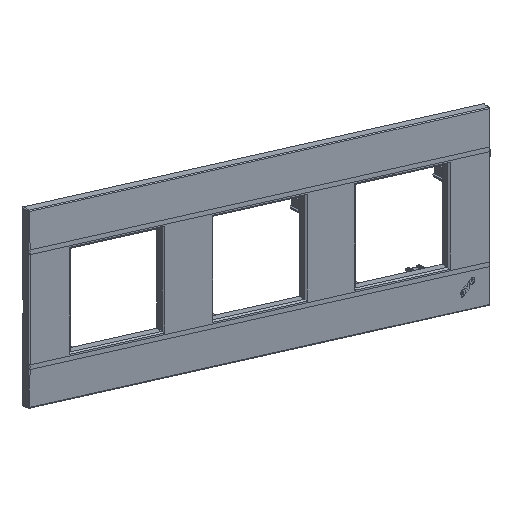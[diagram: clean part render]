
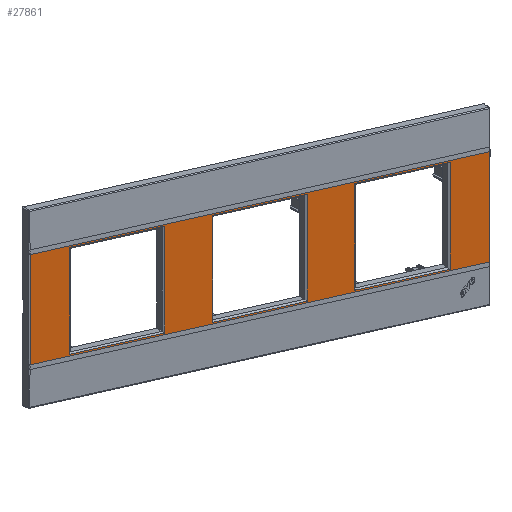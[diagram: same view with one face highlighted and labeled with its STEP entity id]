
A CAD part, top view. The second image highlights one B-rep face of the part: STEP entity #27861.
In plain terms, the highlighted face is planar.
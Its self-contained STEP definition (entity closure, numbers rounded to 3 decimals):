
#2068=CARTESIAN_POINT('Line Origine',(57.14,24.353,5.)) ;
#2072=CARTESIAN_POINT('Vertex',(114.263,24.353,5.)) ;
#2074=CARTESIAN_POINT('Vertex',(-114.263,24.353,5.)) ;
#2108=CARTESIAN_POINT('Line Origine',(114.263,22.,5.)) ;
#2112=CARTESIAN_POINT('Vertex',(114.263,-24.353,5.)) ;
#3315=CARTESIAN_POINT('Line Origine',(57.14,-24.353,5.)) ;
#3319=CARTESIAN_POINT('Vertex',(-114.263,-24.353,5.)) ;
#5017=CARTESIAN_POINT('Line Origine',(-114.263,22.,5.)) ;
#27460=CARTESIAN_POINT('Vertex',(-94.64,23.64,5.)) ;
#27463=CARTESIAN_POINT('Line Origine',(-94.64,0.,5.)) ;
#27467=CARTESIAN_POINT('Vertex',(-94.64,-23.64,5.)) ;
#27486=CARTESIAN_POINT('Line Origine',(0.,-23.64,5.)) ;
#27490=CARTESIAN_POINT('Vertex',(-47.36,-23.64,5.)) ;
#27512=CARTESIAN_POINT('Vertex',(-47.36,23.64,5.)) ;
#27515=CARTESIAN_POINT('Line Origine',(-47.36,0.,5.)) ;
#27532=CARTESIAN_POINT('Line Origine',(0.,23.64,5.)) ;
#27636=CARTESIAN_POINT('Vertex',(23.64,23.64,5.)) ;
#27642=CARTESIAN_POINT('Vertex',(23.64,-23.64,5.)) ;
#27645=CARTESIAN_POINT('Line Origine',(23.64,0.,5.)) ;
#27665=CARTESIAN_POINT('Vertex',(-23.64,23.64,5.)) ;
#27668=CARTESIAN_POINT('Line Origine',(0.,23.64,5.)) ;
#27685=CARTESIAN_POINT('Line Origine',(-23.64,0.,5.)) ;
#27689=CARTESIAN_POINT('Vertex',(-23.64,-23.64,5.)) ;
#27708=CARTESIAN_POINT('Line Origine',(0.,-23.64,5.)) ;
#27804=CARTESIAN_POINT('Axis2P3D Location',(0.,0.,5.)) ;
#27815=CARTESIAN_POINT('Line Origine',(94.64,0.,5.)) ;
#27819=CARTESIAN_POINT('Vertex',(94.64,-23.64,5.)) ;
#27821=CARTESIAN_POINT('Vertex',(94.64,23.64,5.)) ;
#27824=CARTESIAN_POINT('Line Origine',(71.,-23.64,5.)) ;
#27828=CARTESIAN_POINT('Vertex',(47.36,-23.64,5.)) ;
#27831=CARTESIAN_POINT('Line Origine',(47.36,0.,5.)) ;
#27835=CARTESIAN_POINT('Vertex',(47.36,23.64,5.)) ;
#27838=CARTESIAN_POINT('Line Origine',(71.,23.64,5.)) ;
#2069=DIRECTION('Vector Direction',(1.,0.,0.)) ;
#2109=DIRECTION('Vector Direction',(0.,-1.,0.)) ;
#3316=DIRECTION('Vector Direction',(-1.,0.,0.)) ;
#5018=DIRECTION('Vector Direction',(0.,1.,0.)) ;
#27464=DIRECTION('Vector Direction',(0.,-1.,0.)) ;
#27487=DIRECTION('Vector Direction',(1.,0.,0.)) ;
#27516=DIRECTION('Vector Direction',(0.,-1.,0.)) ;
#27533=DIRECTION('Vector Direction',(1.,0.,0.)) ;
#27646=DIRECTION('Vector Direction',(0.,-1.,0.)) ;
#27669=DIRECTION('Vector Direction',(1.,0.,0.)) ;
#27686=DIRECTION('Vector Direction',(0.,-1.,0.)) ;
#27709=DIRECTION('Vector Direction',(1.,0.,0.)) ;
#27805=DIRECTION('Axis2P3D Direction',(0.,0.,1.)) ;
#27806=DIRECTION('Axis2P3D XDirection',(1.,0.,0.)) ;
#27816=DIRECTION('Vector Direction',(0.,-1.,0.)) ;
#27825=DIRECTION('Vector Direction',(1.,0.,0.)) ;
#27832=DIRECTION('Vector Direction',(0.,-1.,0.)) ;
#27839=DIRECTION('Vector Direction',(1.,0.,0.)) ;
#27807=AXIS2_PLACEMENT_3D('Plane Axis2P3D',#27804,#27805,#27806) ;
#27810=ORIENTED_EDGE('',*,*,#3321,.F.) ;
#27811=ORIENTED_EDGE('',*,*,#2114,.F.) ;
#27812=ORIENTED_EDGE('',*,*,#2076,.T.) ;
#27813=ORIENTED_EDGE('',*,*,#5021,.T.) ;
#27844=ORIENTED_EDGE('',*,*,#27823,.F.) ;
#27845=ORIENTED_EDGE('',*,*,#27830,.F.) ;
#27846=ORIENTED_EDGE('',*,*,#27837,.F.) ;
#27847=ORIENTED_EDGE('',*,*,#27842,.F.) ;
#27850=ORIENTED_EDGE('',*,*,#27649,.F.) ;
#27851=ORIENTED_EDGE('',*,*,#27712,.F.) ;
#27852=ORIENTED_EDGE('',*,*,#27691,.F.) ;
#27853=ORIENTED_EDGE('',*,*,#27672,.F.) ;
#27856=ORIENTED_EDGE('',*,*,#27469,.F.) ;
#27857=ORIENTED_EDGE('',*,*,#27536,.F.) ;
#27858=ORIENTED_EDGE('',*,*,#27519,.F.) ;
#27859=ORIENTED_EDGE('',*,*,#27492,.F.) ;
#27848=FACE_BOUND('',#27843,.T.) ;
#27854=FACE_BOUND('',#27849,.T.) ;
#27860=FACE_BOUND('',#27855,.T.) ;
#2070=VECTOR('Line Direction',#2069,1.) ;
#2110=VECTOR('Line Direction',#2109,1.) ;
#3317=VECTOR('Line Direction',#3316,1.) ;
#5019=VECTOR('Line Direction',#5018,1.) ;
#27465=VECTOR('Line Direction',#27464,1.) ;
#27488=VECTOR('Line Direction',#27487,1.) ;
#27517=VECTOR('Line Direction',#27516,1.) ;
#27534=VECTOR('Line Direction',#27533,1.) ;
#27647=VECTOR('Line Direction',#27646,1.) ;
#27670=VECTOR('Line Direction',#27669,1.) ;
#27687=VECTOR('Line Direction',#27686,1.) ;
#27710=VECTOR('Line Direction',#27709,1.) ;
#27817=VECTOR('Line Direction',#27816,1.) ;
#27826=VECTOR('Line Direction',#27825,1.) ;
#27833=VECTOR('Line Direction',#27832,1.) ;
#27840=VECTOR('Line Direction',#27839,1.) ;
#27861=ADVANCED_FACE('PartBody',(#27814,#27848,#27854,#27860),#27808,.T.) ;
#2076=EDGE_CURVE('',#2073,#2075,#2071,.F.) ;
#2114=EDGE_CURVE('',#2073,#2113,#2111,.T.) ;
#3321=EDGE_CURVE('',#2113,#3320,#3318,.T.) ;
#5021=EDGE_CURVE('',#2075,#3320,#5020,.F.) ;
#27469=EDGE_CURVE('',#27461,#27468,#27466,.T.) ;
#27492=EDGE_CURVE('',#27468,#27491,#27489,.T.) ;
#27519=EDGE_CURVE('',#27491,#27513,#27518,.F.) ;
#27536=EDGE_CURVE('',#27513,#27461,#27535,.F.) ;
#27649=EDGE_CURVE('',#27643,#27637,#27648,.F.) ;
#27672=EDGE_CURVE('',#27637,#27666,#27671,.F.) ;
#27691=EDGE_CURVE('',#27666,#27690,#27688,.T.) ;
#27712=EDGE_CURVE('',#27690,#27643,#27711,.T.) ;
#27823=EDGE_CURVE('',#27820,#27822,#27818,.F.) ;
#27830=EDGE_CURVE('',#27829,#27820,#27827,.T.) ;
#27837=EDGE_CURVE('',#27836,#27829,#27834,.T.) ;
#27842=EDGE_CURVE('',#27822,#27836,#27841,.F.) ;
#27809=EDGE_LOOP('',(#27810,#27811,#27812,#27813)) ;
#27843=EDGE_LOOP('',(#27844,#27845,#27846,#27847)) ;
#27849=EDGE_LOOP('',(#27850,#27851,#27852,#27853)) ;
#27855=EDGE_LOOP('',(#27856,#27857,#27858,#27859)) ;
#27814=FACE_OUTER_BOUND('',#27809,.T.) ;
#2071=LINE('Line',#2068,#2070) ;
#2111=LINE('Line',#2108,#2110) ;
#3318=LINE('Line',#3315,#3317) ;
#5020=LINE('Line',#5017,#5019) ;
#27466=LINE('Line',#27463,#27465) ;
#27489=LINE('Line',#27486,#27488) ;
#27518=LINE('Line',#27515,#27517) ;
#27535=LINE('Line',#27532,#27534) ;
#27648=LINE('Line',#27645,#27647) ;
#27671=LINE('Line',#27668,#27670) ;
#27688=LINE('Line',#27685,#27687) ;
#27711=LINE('Line',#27708,#27710) ;
#27818=LINE('Line',#27815,#27817) ;
#27827=LINE('Line',#27824,#27826) ;
#27834=LINE('Line',#27831,#27833) ;
#27841=LINE('Line',#27838,#27840) ;
#27808=PLANE('',#27807) ;
#2073=VERTEX_POINT('',#2072) ;
#2075=VERTEX_POINT('',#2074) ;
#2113=VERTEX_POINT('',#2112) ;
#3320=VERTEX_POINT('',#3319) ;
#27461=VERTEX_POINT('',#27460) ;
#27468=VERTEX_POINT('',#27467) ;
#27491=VERTEX_POINT('',#27490) ;
#27513=VERTEX_POINT('',#27512) ;
#27637=VERTEX_POINT('',#27636) ;
#27643=VERTEX_POINT('',#27642) ;
#27666=VERTEX_POINT('',#27665) ;
#27690=VERTEX_POINT('',#27689) ;
#27820=VERTEX_POINT('',#27819) ;
#27822=VERTEX_POINT('',#27821) ;
#27829=VERTEX_POINT('',#27828) ;
#27836=VERTEX_POINT('',#27835) ;
